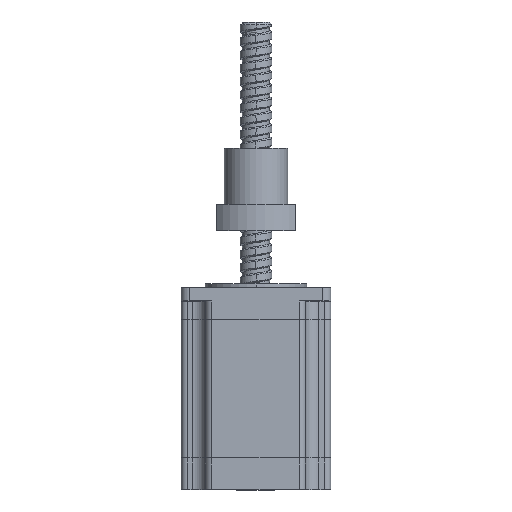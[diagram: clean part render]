
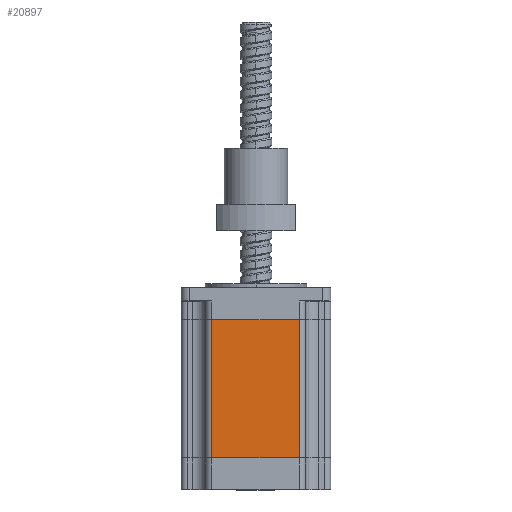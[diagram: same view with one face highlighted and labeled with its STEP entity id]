
A CAD part, top view. The second image highlights one B-rep face of the part: STEP entity #20897.
In plain terms, the highlighted planar face has unit normal (0, 0, 1).
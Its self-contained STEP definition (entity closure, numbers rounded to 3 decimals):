
#101 = CARTESIAN_POINT ( 'NONE',  ( 16.3, -71., 28.1 ) ) ;
#311 = EDGE_CURVE ( 'NONE', #12118, #6753, #6903, .T. ) ;
#927 = ORIENTED_EDGE ( 'NONE', *, *, #10944, .F. ) ;
#1183 = VECTOR ( 'NONE', #13229, 1000. ) ;
#2463 = ORIENTED_EDGE ( 'NONE', *, *, #7250, .F. ) ;
#2655 = PLANE ( 'NONE',  #19543 ) ;
#4357 = DIRECTION ( 'NONE',  ( 0., 0., -1. ) ) ;
#5293 = VERTEX_POINT ( 'NONE', #18027 ) ;
#6753 = VERTEX_POINT ( 'NONE', #17342 ) ;
#6901 = VECTOR ( 'NONE', #12210, 1000. ) ;
#6903 = LINE ( 'NONE', #101, #14971 ) ;
#7150 = EDGE_CURVE ( 'NONE', #12118, #10674, #18308, .T. ) ;
#7250 = EDGE_CURVE ( 'NONE', #10674, #5293, #14546, .T. ) ;
#7759 = CARTESIAN_POINT ( 'NONE',  ( -16.7, -71., 28.1 ) ) ;
#8481 = LINE ( 'NONE', #10065, #6901 ) ;
#8917 = EDGE_LOOP ( 'NONE', ( #13428, #9955, #927, #2463 ) ) ;
#9712 = CARTESIAN_POINT ( 'NONE',  ( 25.1, -58.99, 28.1 ) ) ;
#9955 = ORIENTED_EDGE ( 'NONE', *, *, #311, .T. ) ;
#10065 = CARTESIAN_POINT ( 'NONE',  ( 25.1, -7.001, 28.1 ) ) ;
#10674 = VERTEX_POINT ( 'NONE', #18548 ) ;
#10944 = EDGE_CURVE ( 'NONE', #5293, #6753, #8481, .T. ) ;
#11126 = CARTESIAN_POINT ( 'NONE',  ( 16.3, -58.99, 28.1 ) ) ;
#11150 = FACE_OUTER_BOUND ( 'NONE', #8917, .T. ) ;
#12118 = VERTEX_POINT ( 'NONE', #11126 ) ;
#12210 = DIRECTION ( 'NONE',  ( 1., 0., 0. ) ) ;
#12437 = DIRECTION ( 'NONE',  ( 0., 1., 0. ) ) ;
#13229 = DIRECTION ( 'NONE',  ( -1., 0., 0. ) ) ;
#13428 = ORIENTED_EDGE ( 'NONE', *, *, #7150, .F. ) ;
#13847 = VECTOR ( 'NONE', #16112, 1000. ) ;
#14546 = LINE ( 'NONE', #7759, #13847 ) ;
#14552 = DIRECTION ( 'NONE',  ( -1., 0., 0. ) ) ;
#14971 = VECTOR ( 'NONE', #12437, 1000. ) ;
#16112 = DIRECTION ( 'NONE',  ( 0., 1., 0. ) ) ;
#17342 = CARTESIAN_POINT ( 'NONE',  ( 16.3, -7.001, 28.1 ) ) ;
#17934 = CARTESIAN_POINT ( 'NONE',  ( 25.1, 5., 28.1 ) ) ;
#18027 = CARTESIAN_POINT ( 'NONE',  ( -16.7, -7.001, 28.1 ) ) ;
#18308 = LINE ( 'NONE', #9712, #1183 ) ;
#18548 = CARTESIAN_POINT ( 'NONE',  ( -16.7, -58.99, 28.1 ) ) ;
#19543 = AXIS2_PLACEMENT_3D ( 'NONE', #17934, #4357, #14552 ) ;
#20897 = ADVANCED_FACE ( 'NONE', ( #11150 ), #2655, .F. ) ;
